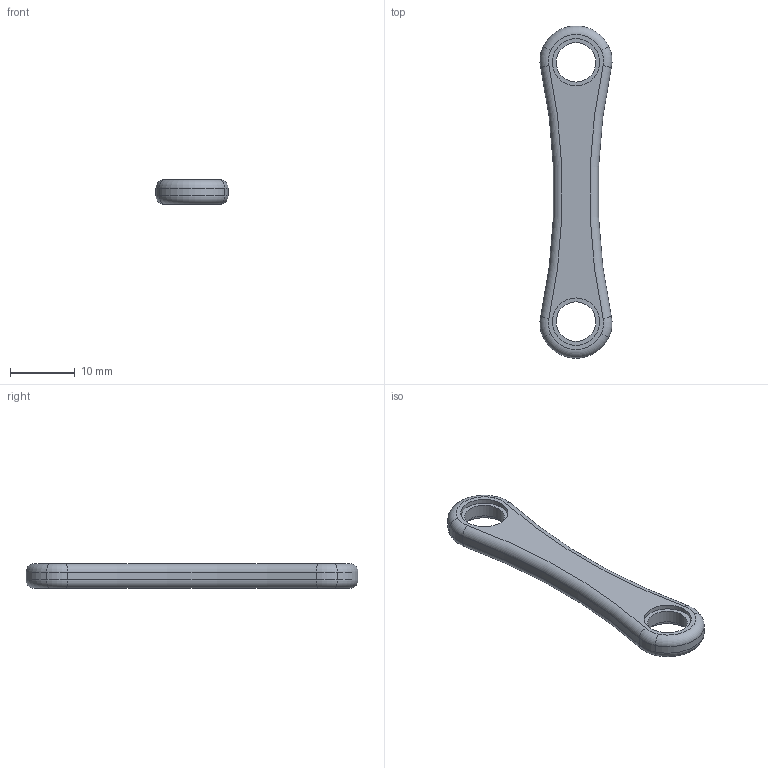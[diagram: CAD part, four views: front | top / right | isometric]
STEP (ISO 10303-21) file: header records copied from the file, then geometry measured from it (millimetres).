
FILE_DESCRIPTION(/* description */ (''),/* implementation_level */ '2;1');
FILE_NAME(/* name */ '',/* time_stamp */ '2024-06-09T01:54:04-04:00',/* author */ (''),/* organization */ (''),/* preprocessor_version */ 'ST-DEVELOPER v20',/* originating_system */ 'Autodesk Translation Framework v13.14.0.145',/* authorisation */ '');
FILE_SCHEMA (('AUTOMOTIVE_DESIGN { 1 0 10303 214 3 1 1 }'));
Length unit declared in the file: millimetre
Products named in the file (1): linkage_middle_original_perfect
Bounding box: 11.12 x 51.21 x 3.8 mm (x, y, z)
Volume: 1260.1 mm3; surface area: 1218.5 mm2
Topology: 1 solids, 1 shells, 36 faces, 74 edges, 44 vertices
Faces by surface type: torus 16, cylinder 14, plane 6
Full cylindrical faces by diameter (mm): 6.1 x2, 7.3 x2, 8.2 x2
Entity records: 1018 total; most frequent: DIRECTION 208, CARTESIAN_POINT 155, ORIENTED_EDGE 148, AXIS2_PLACEMENT_3D 97, EDGE_CURVE 74, CIRCLE 60, EDGE_LOOP 44, VERTEX_POINT 44
